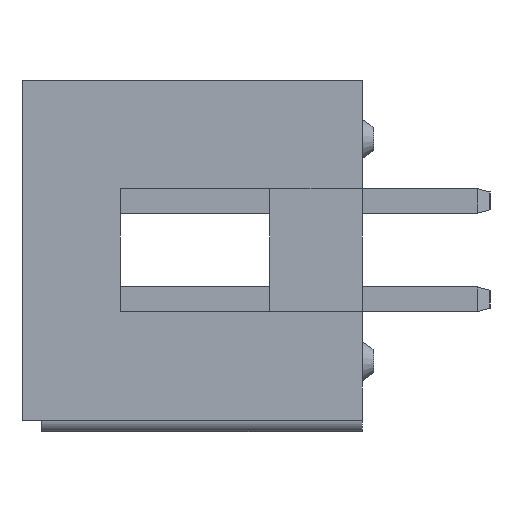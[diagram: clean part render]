
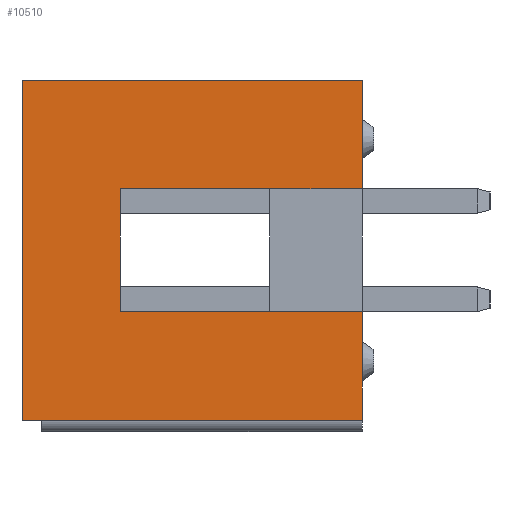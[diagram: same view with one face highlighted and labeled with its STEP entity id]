
A CAD part, left-side view. The second image highlights one B-rep face of the part: STEP entity #10510.
In plain terms, the highlighted planar face has unit normal (-1, 0, 0).
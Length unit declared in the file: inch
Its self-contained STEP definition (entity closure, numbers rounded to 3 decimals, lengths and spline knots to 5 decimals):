
#185 = DIRECTION ( 'NONE',  ( 0., -1., 0. ) ) ;
#392 = DIRECTION ( 'NONE',  ( 0., -1., 0. ) ) ;
#782 = CARTESIAN_POINT ( 'NONE',  ( -0.4975, 0.258, 0.0625 ) ) ;
#816 = CARTESIAN_POINT ( 'NONE',  ( -0.4975, 1.77344, 0.173 ) ) ;
#914 = VECTOR ( 'NONE', #2919, 39.37008 ) ;
#953 = EDGE_CURVE ( 'NONE', #5200, #11284, #1556, .T. ) ;
#1017 = ORIENTED_EDGE ( 'NONE', *, *, #3754, .T. ) ;
#1149 = CARTESIAN_POINT ( 'NONE',  ( -0.4975, 0.358, 0.173 ) ) ;
#1193 = VECTOR ( 'NONE', #9349, 39.37008 ) ;
#1328 = VECTOR ( 'NONE', #9876, 39.37008 ) ;
#1348 = EDGE_CURVE ( 'NONE', #3663, #11025, #10126, .T. ) ;
#1530 = EDGE_CURVE ( 'NONE', #12155, #11358, #9036, .T. ) ;
#1556 = LINE ( 'NONE', #12926, #10491 ) ;
#1801 = CARTESIAN_POINT ( 'NONE',  ( -0.4975, 0.258, -0.0625 ) ) ;
#1895 = FACE_OUTER_BOUND ( 'NONE', #11014, .T. ) ;
#2045 = DIRECTION ( 'NONE',  ( 0., 0., 1. ) ) ;
#2362 = VECTOR ( 'NONE', #392, 39.37008 ) ;
#2378 = EDGE_CURVE ( 'NONE', #3663, #5200, #8147, .T. ) ;
#2420 = AXIS2_PLACEMENT_3D ( 'NONE', #11507, #10268, #2045 ) ;
#2475 = ORIENTED_EDGE ( 'NONE', *, *, #1530, .F. ) ;
#2718 = CARTESIAN_POINT ( 'NONE',  ( -0.4975, 0.258, 0.0625 ) ) ;
#2870 = VERTEX_POINT ( 'NONE', #10035 ) ;
#2896 = ORIENTED_EDGE ( 'NONE', *, *, #953, .T. ) ;
#2919 = DIRECTION ( 'NONE',  ( 0., 0., -1. ) ) ;
#3030 = LINE ( 'NONE', #6019, #9432 ) ;
#3221 = LINE ( 'NONE', #3611, #1193 ) ;
#3611 = CARTESIAN_POINT ( 'NONE',  ( -0.4975, 0.012, 0.173 ) ) ;
#3663 = VERTEX_POINT ( 'NONE', #1149 ) ;
#3754 = EDGE_CURVE ( 'NONE', #12155, #2870, #11652, .T. ) ;
#3870 = EDGE_CURVE ( 'NONE', #11025, #2870, #3030, .T. ) ;
#3925 = DIRECTION ( 'NONE',  ( 0., 0., -1. ) ) ;
#4447 = EDGE_CURVE ( 'NONE', #11829, #11284, #3221, .T. ) ;
#4871 = CARTESIAN_POINT ( 'NONE',  ( -0.4975, 0.012, 0.173 ) ) ;
#5200 = VERTEX_POINT ( 'NONE', #12237 ) ;
#6019 = CARTESIAN_POINT ( 'NONE',  ( -0.4975, 0.012, 0.173 ) ) ;
#6043 = PLANE ( 'NONE',  #2420 ) ;
#6868 = CARTESIAN_POINT ( 'NONE',  ( -0.4975, 0.012, -0.0625 ) ) ;
#7065 = DIRECTION ( 'NONE',  ( 0., -1., 0. ) ) ;
#7682 = CARTESIAN_POINT ( 'NONE',  ( -0.4975, 0.258, -0.0625 ) ) ;
#7867 = CARTESIAN_POINT ( 'NONE',  ( -0.4975, 0.012, -0.173 ) ) ;
#8147 = LINE ( 'NONE', #9734, #1328 ) ;
#8692 = VECTOR ( 'NONE', #185, 39.37008 ) ;
#9036 = LINE ( 'NONE', #2718, #914 ) ;
#9091 = EDGE_CURVE ( 'NONE', #11358, #11829, #13002, .T. ) ;
#9349 = DIRECTION ( 'NONE',  ( 0., 0., -1. ) ) ;
#9432 = VECTOR ( 'NONE', #3925, 39.37008 ) ;
#9507 = CARTESIAN_POINT ( 'NONE',  ( -0.4975, 0.258, 0.0625 ) ) ;
#9734 = CARTESIAN_POINT ( 'NONE',  ( -0.4975, 0.358, 0.173 ) ) ;
#9876 = DIRECTION ( 'NONE',  ( 0., 0., -1. ) ) ;
#10035 = CARTESIAN_POINT ( 'NONE',  ( -0.4975, 0.012, 0.0625 ) ) ;
#10126 = LINE ( 'NONE', #816, #10940 ) ;
#10268 = DIRECTION ( 'NONE',  ( -1., 0., 0. ) ) ;
#10491 = VECTOR ( 'NONE', #11055, 39.37008 ) ;
#10510 = ADVANCED_FACE ( 'NONE', ( #1895 ), #6043, .T. ) ;
#10940 = VECTOR ( 'NONE', #7065, 39.37008 ) ;
#11014 = EDGE_LOOP ( 'NONE', ( #1017, #12187, #11497, #13106, #2896, #12335, #12167, #2475 ) ) ;
#11025 = VERTEX_POINT ( 'NONE', #4871 ) ;
#11055 = DIRECTION ( 'NONE',  ( 0., -1., 0. ) ) ;
#11284 = VERTEX_POINT ( 'NONE', #7867 ) ;
#11358 = VERTEX_POINT ( 'NONE', #1801 ) ;
#11497 = ORIENTED_EDGE ( 'NONE', *, *, #1348, .F. ) ;
#11507 = CARTESIAN_POINT ( 'NONE',  ( -0.4975, 1.77344, 0.173 ) ) ;
#11652 = LINE ( 'NONE', #9507, #8692 ) ;
#11829 = VERTEX_POINT ( 'NONE', #6868 ) ;
#12155 = VERTEX_POINT ( 'NONE', #782 ) ;
#12167 = ORIENTED_EDGE ( 'NONE', *, *, #9091, .F. ) ;
#12187 = ORIENTED_EDGE ( 'NONE', *, *, #3870, .F. ) ;
#12237 = CARTESIAN_POINT ( 'NONE',  ( -0.4975, 0.358, -0.173 ) ) ;
#12335 = ORIENTED_EDGE ( 'NONE', *, *, #4447, .F. ) ;
#12926 = CARTESIAN_POINT ( 'NONE',  ( -0.4975, 1.77344, -0.173 ) ) ;
#13002 = LINE ( 'NONE', #7682, #2362 ) ;
#13106 = ORIENTED_EDGE ( 'NONE', *, *, #2378, .T. ) ;
